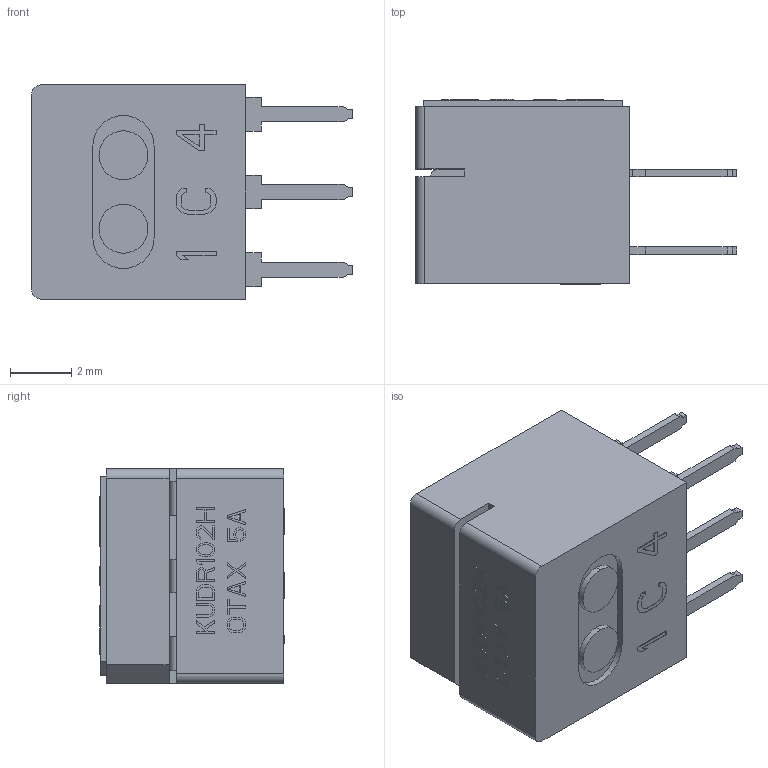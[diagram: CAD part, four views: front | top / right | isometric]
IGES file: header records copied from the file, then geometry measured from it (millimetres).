
Start section:  PTC IGES file: kudr102h.igs
Global section: file name: kudr102h.igs; native system: Pro/ENGINEER by Parametric Technology Corporation; preprocessor: 2010280; author: ck004; organization: Unknown; date: 20120615.094613; units: millimetre
Bounding box: 10.52 x 6.04 x 7 mm (x, y, z)
Surface area: 335.2 mm2 (no closed solid volume)
Topology: 0 solids, 0 shells, 938 faces, 5298 edges, 5298 vertices
Faces by surface type: bspline 922, revolution 16
